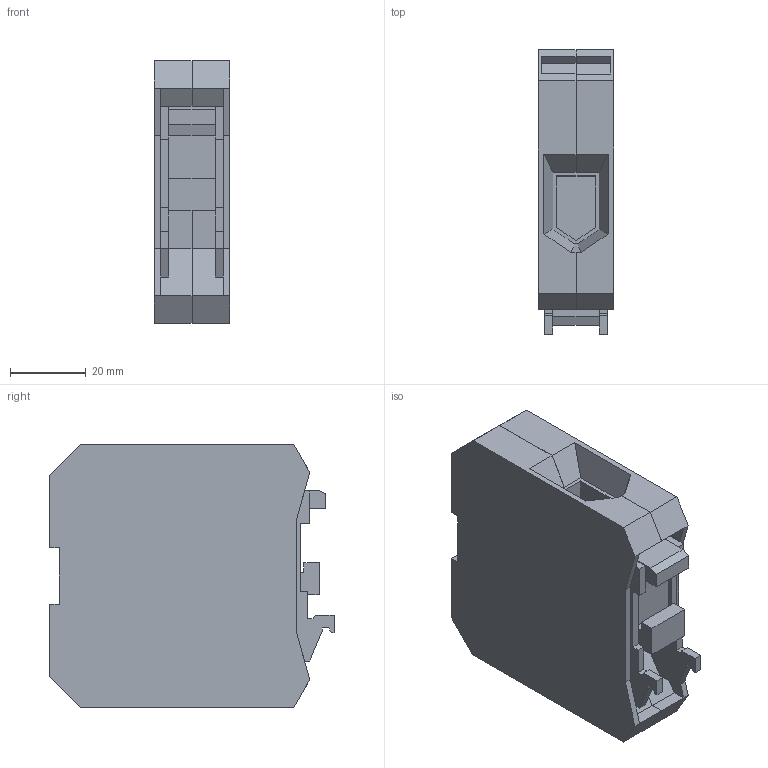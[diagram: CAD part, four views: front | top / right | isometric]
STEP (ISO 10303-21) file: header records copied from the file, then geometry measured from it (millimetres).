
FILE_DESCRIPTION((''),'2;1');
FILE_NAME('SB109959_3D-SOFTWARE_COLOUR','2013-07-03T',('SESA217760'),('Schneider-Electric'),'PRO/ENGINEER BY PARAMETRIC TECHNOLOGY CORPORATION, 2011410','PRO/ENGINEER BY PARAMETRIC TECHNOLOGY CORPORATION, 2011410','');
FILE_SCHEMA(('CONFIG_CONTROL_DESIGN'));
Length unit declared in the file: millimetre
Products named in the file (1): SB109959_3D-SOFTWARE_COLOUR
Bounding box: 20 x 75.28 x 69.5 mm (x, y, z)
Volume: 68115.9 mm3; surface area: 22600.4 mm2
Topology: 1 solids, 1 shells, 185 faces, 521 edges, 339 vertices
Faces by surface type: plane 179, cylinder 6
Entity records: 5881 total; most frequent: CARTESIAN_POINT 1045, ORIENTED_EDGE 1042, DIRECTION 915, EDGE_CURVE 521, VECTOR 497, LINE 497, VERTEX_POINT 339, AXIS2_PLACEMENT_3D 209
